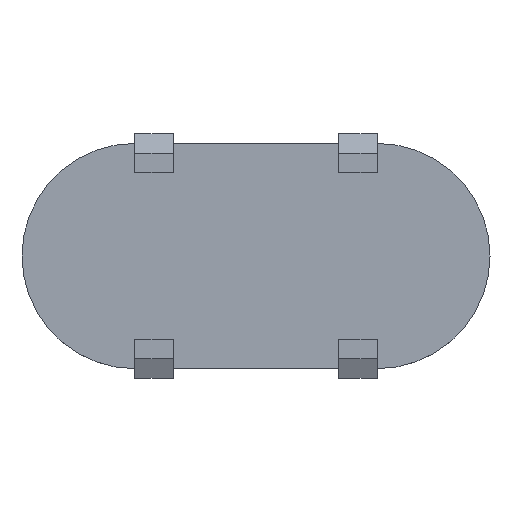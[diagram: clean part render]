
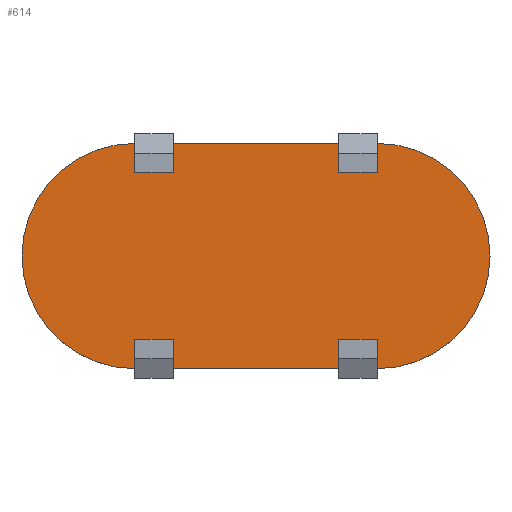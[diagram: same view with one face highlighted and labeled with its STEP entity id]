
A CAD part, top view. The second image highlights one B-rep face of the part: STEP entity #614.
In plain terms, the highlighted planar face has unit normal (0, 0, 1).
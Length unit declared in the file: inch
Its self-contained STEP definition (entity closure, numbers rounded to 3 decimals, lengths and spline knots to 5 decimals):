
#43=PLANE('',#670);
#76=FACE_OUTER_BOUND('',#110,.T.);
#110=EDGE_LOOP('',(#547,#548,#549,#550,#551,#552,#553,#554,#555,#556,#557,
#558,#559,#560,#561,#562));
#158=LINE('',#933,#238);
#160=LINE('',#937,#240);
#162=LINE('',#941,#242);
#165=LINE('',#947,#245);
#167=LINE('',#951,#247);
#169=LINE('',#955,#249);
#172=LINE('',#961,#252);
#174=LINE('',#965,#254);
#176=LINE('',#968,#256);
#179=LINE('',#973,#259);
#181=LINE('',#977,#261);
#183=LINE('',#981,#263);
#189=LINE('',#992,#269);
#190=LINE('',#994,#270);
#238=VECTOR('',#754,0.05906);
#240=VECTOR('',#758,0.07874);
#242=VECTOR('',#762,0.05906);
#245=VECTOR('',#767,0.05906);
#247=VECTOR('',#771,0.07874);
#249=VECTOR('',#775,0.05906);
#252=VECTOR('',#780,0.05906);
#254=VECTOR('',#784,0.07874);
#256=VECTOR('',#788,0.05906);
#259=VECTOR('',#793,0.05906);
#261=VECTOR('',#797,0.07874);
#263=VECTOR('',#801,0.05906);
#269=VECTOR('',#817,0.33465);
#270=VECTOR('',#820,0.33465);
#275=CIRCLE('',#640,0.22833);
#277=CIRCLE('',#671,0.22833);
#279=VERTEX_POINT('',#837);
#280=VERTEX_POINT('',#838);
#315=VERTEX_POINT('',#930);
#316=VERTEX_POINT('',#932);
#317=VERTEX_POINT('',#936);
#318=VERTEX_POINT('',#940);
#319=VERTEX_POINT('',#944);
#320=VERTEX_POINT('',#946);
#321=VERTEX_POINT('',#950);
#322=VERTEX_POINT('',#954);
#323=VERTEX_POINT('',#958);
#324=VERTEX_POINT('',#960);
#325=VERTEX_POINT('',#964);
#326=VERTEX_POINT('',#972);
#327=VERTEX_POINT('',#976);
#328=VERTEX_POINT('',#980);
#331=EDGE_CURVE('',#279,#280,#275,.T.);
#376=EDGE_CURVE('',#315,#316,#158,.T.);
#378=EDGE_CURVE('',#316,#317,#160,.T.);
#380=EDGE_CURVE('',#317,#318,#162,.T.);
#383=EDGE_CURVE('',#319,#320,#165,.T.);
#385=EDGE_CURVE('',#320,#321,#167,.T.);
#387=EDGE_CURVE('',#321,#322,#169,.T.);
#390=EDGE_CURVE('',#323,#324,#172,.T.);
#392=EDGE_CURVE('',#324,#325,#174,.T.);
#394=EDGE_CURVE('',#325,#279,#176,.T.);
#397=EDGE_CURVE('',#280,#326,#179,.T.);
#399=EDGE_CURVE('',#326,#327,#181,.T.);
#401=EDGE_CURVE('',#327,#328,#183,.T.);
#407=EDGE_CURVE('',#322,#323,#189,.T.);
#408=EDGE_CURVE('',#318,#319,#277,.T.);
#409=EDGE_CURVE('',#328,#315,#190,.T.);
#547=ORIENTED_EDGE('',*,*,#401,.F.);
#548=ORIENTED_EDGE('',*,*,#399,.F.);
#549=ORIENTED_EDGE('',*,*,#397,.F.);
#550=ORIENTED_EDGE('',*,*,#331,.F.);
#551=ORIENTED_EDGE('',*,*,#394,.F.);
#552=ORIENTED_EDGE('',*,*,#392,.F.);
#553=ORIENTED_EDGE('',*,*,#390,.F.);
#554=ORIENTED_EDGE('',*,*,#407,.F.);
#555=ORIENTED_EDGE('',*,*,#387,.F.);
#556=ORIENTED_EDGE('',*,*,#385,.F.);
#557=ORIENTED_EDGE('',*,*,#383,.F.);
#558=ORIENTED_EDGE('',*,*,#408,.F.);
#559=ORIENTED_EDGE('',*,*,#380,.F.);
#560=ORIENTED_EDGE('',*,*,#378,.F.);
#561=ORIENTED_EDGE('',*,*,#376,.F.);
#562=ORIENTED_EDGE('',*,*,#409,.F.);
#614=ADVANCED_FACE('',(#76),#43,.F.);
#640=AXIS2_PLACEMENT_3D('',#839,#681,#682);
#670=AXIS2_PLACEMENT_3D('',#991,#815,#816);
#671=AXIS2_PLACEMENT_3D('',#993,#818,#819);
#681=DIRECTION('center_axis',(0.,0.,-1.));
#682=DIRECTION('ref_axis',(-1.,0.,0.));
#754=DIRECTION('',(0.,-1.,0.));
#758=DIRECTION('',(1.,0.,0.));
#762=DIRECTION('',(0.,1.,0.));
#767=DIRECTION('',(0.,1.,0.));
#771=DIRECTION('',(-1.,0.,0.));
#775=DIRECTION('',(0.,-1.,0.));
#780=DIRECTION('',(0.,1.,0.));
#784=DIRECTION('',(-1.,0.,0.));
#788=DIRECTION('',(0.,-1.,0.));
#793=DIRECTION('',(0.,-1.,0.));
#797=DIRECTION('',(1.,0.,0.));
#801=DIRECTION('',(0.,1.,0.));
#815=DIRECTION('center_axis',(0.,0.,-1.));
#816=DIRECTION('ref_axis',(-1.,0.,0.));
#817=DIRECTION('',(-1.,0.,0.));
#818=DIRECTION('center_axis',(0.,0.,-1.));
#819=DIRECTION('ref_axis',(-1.,0.,0.));
#820=DIRECTION('',(1.,0.,0.));
#837=CARTESIAN_POINT('',(-0.24606,-0.22833,0.03937));
#838=CARTESIAN_POINT('',(-0.24606,0.22833,0.03937));
#839=CARTESIAN_POINT('Origin',(-0.24606,0.,0.03937));
#930=CARTESIAN_POINT('',(0.16732,0.22833,0.03937));
#932=CARTESIAN_POINT('',(0.16732,0.16928,0.03937));
#933=CARTESIAN_POINT('',(0.16732,0.22833,0.03937));
#936=CARTESIAN_POINT('',(0.24606,0.16928,0.03937));
#937=CARTESIAN_POINT('',(0.16732,0.16928,0.03937));
#940=CARTESIAN_POINT('',(0.24606,0.22833,0.03937));
#941=CARTESIAN_POINT('',(0.24606,0.16928,0.03937));
#944=CARTESIAN_POINT('',(0.24606,-0.22833,0.03937));
#946=CARTESIAN_POINT('',(0.24606,-0.16928,0.03937));
#947=CARTESIAN_POINT('',(0.24606,-0.22833,0.03937));
#950=CARTESIAN_POINT('',(0.16732,-0.16928,0.03937));
#951=CARTESIAN_POINT('',(0.24606,-0.16928,0.03937));
#954=CARTESIAN_POINT('',(0.16732,-0.22833,0.03937));
#955=CARTESIAN_POINT('',(0.16732,-0.16928,0.03937));
#958=CARTESIAN_POINT('',(-0.16732,-0.22833,0.03937));
#960=CARTESIAN_POINT('',(-0.16732,-0.16928,0.03937));
#961=CARTESIAN_POINT('',(-0.16732,-0.22833,0.03937));
#964=CARTESIAN_POINT('',(-0.24606,-0.16928,0.03937));
#965=CARTESIAN_POINT('',(-0.16732,-0.16928,0.03937));
#968=CARTESIAN_POINT('',(-0.24606,-0.16928,0.03937));
#972=CARTESIAN_POINT('',(-0.24606,0.16928,0.03937));
#973=CARTESIAN_POINT('',(-0.24606,0.22833,0.03937));
#976=CARTESIAN_POINT('',(-0.16732,0.16928,0.03937));
#977=CARTESIAN_POINT('',(-0.24606,0.16928,0.03937));
#980=CARTESIAN_POINT('',(-0.16732,0.22833,0.03937));
#981=CARTESIAN_POINT('',(-0.16732,0.16928,0.03937));
#991=CARTESIAN_POINT('Origin',(0.,0.,0.03937));
#992=CARTESIAN_POINT('',(0.16732,-0.22833,0.03937));
#993=CARTESIAN_POINT('Origin',(0.24606,0.,0.03937));
#994=CARTESIAN_POINT('',(-0.16732,0.22833,0.03937));
